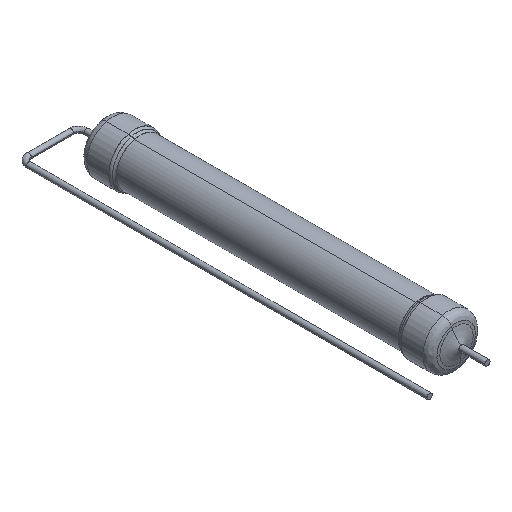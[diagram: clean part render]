
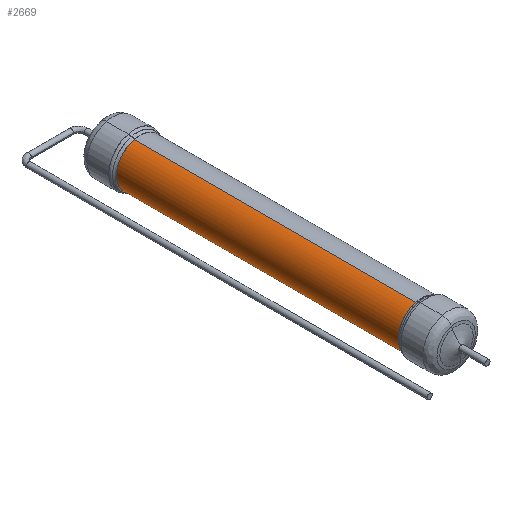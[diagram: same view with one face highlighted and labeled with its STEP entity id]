
A CAD part, isometric view. The second image highlights one B-rep face of the part: STEP entity #2669.
In plain terms, the highlighted cylindrical face has radius 3.6 mm (diameter 7.2 mm), a partial arc.
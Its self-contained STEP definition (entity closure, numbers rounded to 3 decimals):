
#110 = EDGE_CURVE ( 'NONE', #1622, #3265, #2657, .T. ) ;
#199 = CARTESIAN_POINT ( 'NONE',  ( 11.6, -0.017, -21.69 ) ) ;
#210 = CARTESIAN_POINT ( 'NONE',  ( 11.598, -0.108, -21.69 ) ) ;
#224 = CARTESIAN_POINT ( 'NONE',  ( 11.489, -0.913, -21.689 ) ) ;
#288 = EDGE_CURVE ( 'NONE', #1622, #1048, #2890, .T. ) ;
#296 = CARTESIAN_POINT ( 'NONE',  ( 11.6, 0.004, 0. ) ) ;
#363 = ORIENTED_EDGE ( 'NONE', *, *, #288, .F. ) ;
#454 = CARTESIAN_POINT ( 'NONE',  ( 10.252, -2.843, -21.688 ) ) ;
#473 = CARTESIAN_POINT ( 'NONE',  ( 11.6, 0., -21.69 ) ) ;
#552 = CARTESIAN_POINT ( 'NONE',  ( 5.133, -2.225, 21.689 ) ) ;
#590 = CARTESIAN_POINT ( 'NONE',  ( 10.891, -2.192, 21.689 ) ) ;
#603 = CARTESIAN_POINT ( 'NONE',  ( 6.21, -3.155, 21.688 ) ) ;
#723 = CARTESIAN_POINT ( 'NONE',  ( 7.59, -3.604, -21.688 ) ) ;
#733 = CARTESIAN_POINT ( 'NONE',  ( 4.4, 0.004, -21.69 ) ) ;
#783 = CARTESIAN_POINT ( 'NONE',  ( 11.6, -0.462, 21.69 ) ) ;
#793 = CARTESIAN_POINT ( 'NONE',  ( 4.862, -1.824, 21.689 ) ) ;
#815 = CARTESIAN_POINT ( 'NONE',  ( 4.4, -0.472, 21.69 ) ) ;
#854 = CARTESIAN_POINT ( 'NONE',  ( 9.836, -3.128, 21.688 ) ) ;
#935 = EDGE_CURVE ( 'NONE', #3265, #1420, #2210, .T. ) ;
#959 = DIRECTION ( 'NONE',  ( 1., 0., 0. ) ) ;
#969 = CARTESIAN_POINT ( 'NONE',  ( 11.594, -0.215, -21.69 ) ) ;
#983 = CARTESIAN_POINT ( 'NONE',  ( 4.4, -0.478, -21.69 ) ) ;
#995 = CARTESIAN_POINT ( 'NONE',  ( 7.116, -3.518, -21.688 ) ) ;
#1026 = CARTESIAN_POINT ( 'NONE',  ( 11.6, 0.004, 21.69 ) ) ;
#1048 = VERTEX_POINT ( 'NONE', #3150 ) ;
#1115 = CARTESIAN_POINT ( 'NONE',  ( 7.559, -3.6, 21.688 ) ) ;
#1125 = CARTESIAN_POINT ( 'NONE',  ( 5.807, -2.89, 21.689 ) ) ;
#1135 = AXIS2_PLACEMENT_3D ( 'NONE', #3031, #1197, #959 ) ;
#1197 = DIRECTION ( 'NONE',  ( 0., 0., 1. ) ) ;
#1228 = CARTESIAN_POINT ( 'NONE',  ( 11.597, -0.143, -21.69 ) ) ;
#1231 = FACE_OUTER_BOUND ( 'NONE', #1785, .T. ) ;
#1242 = CARTESIAN_POINT ( 'NONE',  ( 9.86, -3.114, -21.688 ) ) ;
#1314 = DIRECTION ( 'NONE',  ( 0., 0., 1. ) ) ;
#1327 = CARTESIAN_POINT ( 'NONE',  ( 4.4, 0.004, -21.69 ) ) ;
#1420 = VERTEX_POINT ( 'NONE', #1026 ) ;
#1481 = CARTESIAN_POINT ( 'NONE',  ( 11.599, -0.084, -21.69 ) ) ;
#1494 = CARTESIAN_POINT ( 'NONE',  ( 11.161, -1.78, -21.689 ) ) ;
#1513 = VECTOR ( 'NONE', #1314, 1000. ) ;
#1535 = ORIENTED_EDGE ( 'NONE', *, *, #110, .T. ) ;
#1562 = CARTESIAN_POINT ( 'NONE',  ( 4.4, 0.004, 21.69 ) ) ;
#1622 = VERTEX_POINT ( 'NONE', #1327 ) ;
#1640 = CARTESIAN_POINT ( 'NONE',  ( 7.086, -3.51, 21.688 ) ) ;
#1650 = CYLINDRICAL_SURFACE ( 'NONE', #1135, 3.6 ) ;
#1755 = CARTESIAN_POINT ( 'NONE',  ( 11.6, -0.031, -21.69 ) ) ;
#1769 = CARTESIAN_POINT ( 'NONE',  ( 4.871, -1.84, -21.689 ) ) ;
#1780 = CARTESIAN_POINT ( 'NONE',  ( 10.902, -2.176, -21.689 ) ) ;
#1785 = EDGE_LOOP ( 'NONE', ( #363, #1535, #3002, #2233 ) ) ;
#1849 = CARTESIAN_POINT ( 'NONE',  ( 4.496, -0.948, 21.689 ) ) ;
#2026 = CARTESIAN_POINT ( 'NONE',  ( 11.6, -0.007, -21.69 ) ) ;
#2040 = CARTESIAN_POINT ( 'NONE',  ( 11.599, -0.07, -21.69 ) ) ;
#2050 = CARTESIAN_POINT ( 'NONE',  ( 8.532, -3.588, -21.688 ) ) ;
#2083 = CARTESIAN_POINT ( 'NONE',  ( 11.6, 0.004, 21.69 ) ) ;
#2181 = CARTESIAN_POINT ( 'NONE',  ( 11.508, -0.929, 21.689 ) ) ;
#2201 = CARTESIAN_POINT ( 'NONE',  ( 11.154, -1.794, 21.689 ) ) ;
#2210 = LINE ( 'NONE', #296, #3349 ) ;
#2233 = ORIENTED_EDGE ( 'NONE', *, *, #3164, .T. ) ;
#2286 = CARTESIAN_POINT ( 'NONE',  ( 11.555, -0.573, -21.69 ) ) ;
#2303 = CARTESIAN_POINT ( 'NONE',  ( 11.423, -1.136, -21.689 ) ) ;
#2316 = CARTESIAN_POINT ( 'NONE',  ( 11.6, 0.004, -21.69 ) ) ;
#2362 = DIRECTION ( 'NONE',  ( 0., 0., 1. ) ) ;
#2449 = CARTESIAN_POINT ( 'NONE',  ( 10.232, -2.859, 21.689 ) ) ;
#2565 = CARTESIAN_POINT ( 'NONE',  ( 11.572, -0.459, -21.69 ) ) ;
#2657 = B_SPLINE_CURVE_WITH_KNOTS ( 'NONE', 3,
 ( #733, #983, #3096, #1769, #3344, #3359, #2812, #995, #723, #2050, #2838, #1242, #454, #1780, #1494, #2303, #224, #2286, #2565, #3083, #969, #1228, #3073, #210, #1481, #2040, #3333, #1755, #199, #2026, #473, #2316 ),
 .UNSPECIFIED., .F., .F.,
 ( 4, 2, 2, 2, 2, 2, 2, 2, 2, 2, 1, 2, 2, 2, 1, 2, 4 ),
 ( 0.005, 0.068, 0.13, 0.193, 0.255, 0.318, 0.38, 0.443, 0.474, 0.49, 0.498, 0.5, 0.502, 0.504, 0.504, 0.505, 0.505 ),
 .UNSPECIFIED. ) ;
#2669 = ADVANCED_FACE ( 'NONE', ( #1231 ), #1650, .T. ) ;
#2697 = CARTESIAN_POINT ( 'NONE',  ( 8.501, -3.592, 21.688 ) ) ;
#2717 = B_SPLINE_CURVE_WITH_KNOTS ( 'NONE', 3,
 ( #2083, #783, #2181, #2201, #590, #2449, #854, #3216, #2697, #1115, #1640, #603, #1125, #552, #793, #1849, #815, #1562 ),
 .UNSPECIFIED., .F., .F.,
 ( 4, 2, 2, 2, 2, 2, 2, 2, 4 ),
 ( 0.495, 0.557, 0.62, 0.682, 0.745, 0.807, 0.87, 0.932, 0.995 ),
 .UNSPECIFIED. ) ;
#2812 = CARTESIAN_POINT ( 'NONE',  ( 6.235, -3.169, -21.688 ) ) ;
#2838 = CARTESIAN_POINT ( 'NONE',  ( 9., -3.486, -21.688 ) ) ;
#2890 = LINE ( 'NONE', #3142, #1513 ) ;
#3002 = ORIENTED_EDGE ( 'NONE', *, *, #935, .T. ) ;
#3027 = CARTESIAN_POINT ( 'NONE',  ( 11.6, 0.004, -21.69 ) ) ;
#3031 = CARTESIAN_POINT ( 'NONE',  ( 8., 0.004, 0. ) ) ;
#3073 = CARTESIAN_POINT ( 'NONE',  ( 11.598, -0.114, -21.69 ) ) ;
#3083 = CARTESIAN_POINT ( 'NONE',  ( 11.589, -0.287, -21.69 ) ) ;
#3096 = CARTESIAN_POINT ( 'NONE',  ( 4.498, -0.957, -21.689 ) ) ;
#3142 = CARTESIAN_POINT ( 'NONE',  ( 4.4, 0.004, 0. ) ) ;
#3150 = CARTESIAN_POINT ( 'NONE',  ( 4.4, 0.004, 21.69 ) ) ;
#3164 = EDGE_CURVE ( 'NONE', #1420, #1048, #2717, .T. ) ;
#3216 = CARTESIAN_POINT ( 'NONE',  ( 8.971, -3.494, 21.688 ) ) ;
#3265 = VERTEX_POINT ( 'NONE', #3027 ) ;
#3333 = CARTESIAN_POINT ( 'NONE',  ( 11.6, -0.045, -21.69 ) ) ;
#3344 = CARTESIAN_POINT ( 'NONE',  ( 5.146, -2.242, -21.689 ) ) ;
#3349 = VECTOR ( 'NONE', #2362, 1000. ) ;
#3359 = CARTESIAN_POINT ( 'NONE',  ( 5.828, -2.906, -21.688 ) ) ;
